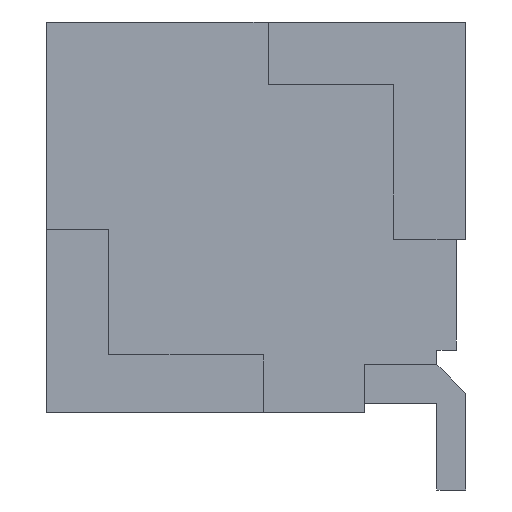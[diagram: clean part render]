
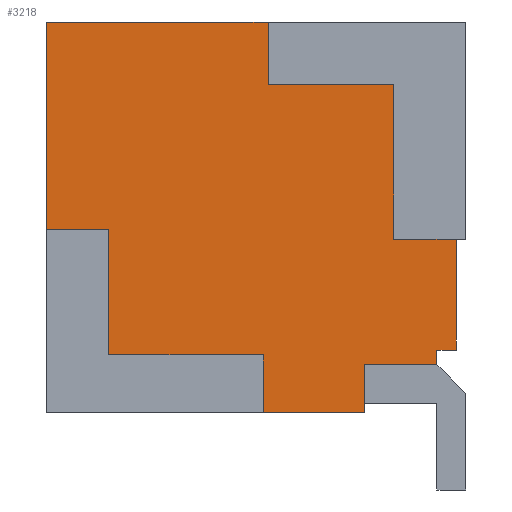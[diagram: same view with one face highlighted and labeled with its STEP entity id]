
A CAD part, left-side view. The second image highlights one B-rep face of the part: STEP entity #3218.
In plain terms, the highlighted planar face has unit normal (-1, 0, 0).
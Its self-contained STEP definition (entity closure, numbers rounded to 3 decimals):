
#32 = VERTEX_POINT ( 'NONE', #4784 ) ;
#35 = DIRECTION ( 'NONE',  ( 0., 0., -1. ) ) ;
#88 = CARTESIAN_POINT ( 'NONE',  ( -7.875, 3.6, -2.8 ) ) ;
#89 = CARTESIAN_POINT ( 'NONE',  ( -7.875, 2.125, -4.05 ) ) ;
#90 = DIRECTION ( 'NONE',  ( 0., 0., 1. ) ) ;
#91 = DIRECTION ( 'NONE',  ( 0., 1., 0. ) ) ;
#92 = CARTESIAN_POINT ( 'NONE',  ( -7.875, 0.95, -2.025 ) ) ;
#93 = DIRECTION ( 'NONE',  ( 0., 0., 1. ) ) ;
#94 = CARTESIAN_POINT ( 'NONE',  ( -7.875, 2.125, -3.55 ) ) ;
#95 = DIRECTION ( 'NONE',  ( 0., 1., 0. ) ) ;
#96 = CARTESIAN_POINT ( 'NONE',  ( -7.875, 0.2, -2.025 ) ) ;
#97 = DIRECTION ( 'NONE',  ( 0., 0., -1. ) ) ;
#98 = CARTESIAN_POINT ( 'NONE',  ( -7.875, 0.1, -3.4 ) ) ;
#99 = DIRECTION ( 'NONE',  ( 0., 1., 0. ) ) ;
#100 = CARTESIAN_POINT ( 'NONE',  ( -7.875, 4.25, -2.025 ) ) ;
#101 = DIRECTION ( 'NONE',  ( 0., 0., -1. ) ) ;
#103 = DIRECTION ( 'NONE',  ( 0., -1., 0. ) ) ;
#397 = VERTEX_POINT ( 'NONE', #1584 ) ;
#662 = EDGE_CURVE ( 'NONE', #32, #4803, #3137, .T. ) ;
#664 = EDGE_CURVE ( 'NONE', #4803, #3636, #3141, .T. ) ;
#666 = EDGE_CURVE ( 'NONE', #3636, #3235, #3145, .T. ) ;
#673 = EDGE_CURVE ( 'NONE', #3573, #32, #4553, .T. ) ;
#676 = EDGE_CURVE ( 'NONE', #3235, #3718, #4557, .T. ) ;
#696 = EDGE_CURVE ( 'NONE', #4775, #3388, #4600, .T. ) ;
#697 = EDGE_CURVE ( 'NONE', #4911, #4775, #4582, .T. ) ;
#698 = EDGE_CURVE ( 'NONE', #3379, #4911, #4602, .T. ) ;
#699 = EDGE_CURVE ( 'NONE', #3717, #3379, #4604, .T. ) ;
#700 = EDGE_CURVE ( 'NONE', #4773, #3717, #4606, .T. ) ;
#701 = EDGE_CURVE ( 'NONE', #3575, #4773, #4608, .T. ) ;
#702 = EDGE_CURVE ( 'NONE', #4752, #3575, #4610, .T. ) ;
#703 = EDGE_CURVE ( 'NONE', #4752, #3718, #4612, .T. ) ;
#704 = EDGE_CURVE ( 'NONE', #4231, #397, #4614, .T. ) ;
#1100 = ORIENTED_EDGE ( 'NONE', *, *, #704, .T. ) ;
#1101 = ORIENTED_EDGE ( 'NONE', *, *, #2026, .F. ) ;
#1380 = ORIENTED_EDGE ( 'NONE', *, *, #696, .F. ) ;
#1381 = ORIENTED_EDGE ( 'NONE', *, *, #697, .F. ) ;
#1382 = ORIENTED_EDGE ( 'NONE', *, *, #698, .F. ) ;
#1383 = ORIENTED_EDGE ( 'NONE', *, *, #699, .F. ) ;
#1384 = ORIENTED_EDGE ( 'NONE', *, *, #700, .F. ) ;
#1385 = ORIENTED_EDGE ( 'NONE', *, *, #701, .F. ) ;
#1386 = ORIENTED_EDGE ( 'NONE', *, *, #702, .F. ) ;
#1387 = ORIENTED_EDGE ( 'NONE', *, *, #703, .T. ) ;
#1388 = ORIENTED_EDGE ( 'NONE', *, *, #676, .F. ) ;
#1389 = ORIENTED_EDGE ( 'NONE', *, *, #666, .F. ) ;
#1390 = ORIENTED_EDGE ( 'NONE', *, *, #664, .F. ) ;
#1391 = ORIENTED_EDGE ( 'NONE', *, *, #662, .F. ) ;
#1392 = ORIENTED_EDGE ( 'NONE', *, *, #673, .F. ) ;
#1393 = ORIENTED_EDGE ( 'NONE', *, *, #2134, .T. ) ;
#1584 = CARTESIAN_POINT ( 'NONE',  ( -7.875, 4.25, -2.15 ) ) ;
#1607 = DIRECTION ( 'NONE',  ( 0., 0., -1. ) ) ;
#1621 = CARTESIAN_POINT ( 'NONE',  ( -7.875, 2.8, -3.45 ) ) ;
#1627 = CARTESIAN_POINT ( 'NONE',  ( -7.875, 2., -2.025 ) ) ;
#1799 = CARTESIAN_POINT ( 'NONE',  ( -7.875, 2.05, 0. ) ) ;
#1811 = DIRECTION ( 'NONE',  ( 0., 1., 0. ) ) ;
#2026 = EDGE_CURVE ( 'NONE', #3388, #397, #2207, .T. ) ;
#2134 = EDGE_CURVE ( 'NONE', #3573, #4231, #2433, .T. ) ;
#2207 = LINE ( 'NONE', #3456, #2224 ) ;
#2224 = VECTOR ( 'NONE', #3481, 1000. ) ;
#2433 = LINE ( 'NONE', #1799, #2440 ) ;
#2440 = VECTOR ( 'NONE', #1811, 1000. ) ;
#3137 = LINE ( 'NONE', #4993, #3140 ) ;
#3140 = VECTOR ( 'NONE', #4994, 1000. ) ;
#3141 = LINE ( 'NONE', #4997, #3144 ) ;
#3144 = VECTOR ( 'NONE', #4998, 1000. ) ;
#3145 = LINE ( 'NONE', #5001, #3148 ) ;
#3148 = VECTOR ( 'NONE', #5002, 1000. ) ;
#3218 = ADVANCED_FACE ( 'NONE', ( #4143 ), #3362, .F. ) ;
#3235 = VERTEX_POINT ( 'NONE', #4328 ) ;
#3362 = PLANE ( 'NONE',  #4186 ) ;
#3379 = VERTEX_POINT ( 'NONE', #4334 ) ;
#3388 = VERTEX_POINT ( 'NONE', #4336 ) ;
#3456 = CARTESIAN_POINT ( 'NONE',  ( -7.875, 3.925, -2.15 ) ) ;
#3481 = DIRECTION ( 'NONE',  ( 0., 1., 0. ) ) ;
#3573 = VERTEX_POINT ( 'NONE', #4338 ) ;
#3575 = VERTEX_POINT ( 'NONE', #4340 ) ;
#3636 = VERTEX_POINT ( 'NONE', #4344 ) ;
#3717 = VERTEX_POINT ( 'NONE', #4364 ) ;
#3718 = VERTEX_POINT ( 'NONE', #4365 ) ;
#4143 = FACE_OUTER_BOUND ( 'NONE', #4920, .T. ) ;
#4186 = AXIS2_PLACEMENT_3D ( 'NONE', #4236, #4237, #4238 ) ;
#4231 = VERTEX_POINT ( 'NONE', #4368 ) ;
#4236 = CARTESIAN_POINT ( 'NONE',  ( -7.875, 0., 0. ) ) ;
#4237 = DIRECTION ( 'NONE',  ( 1., 0., 0. ) ) ;
#4238 = DIRECTION ( 'NONE',  ( 0., 0., -1. ) ) ;
#4328 = CARTESIAN_POINT ( 'NONE',  ( -7.875, 0., -2.25 ) ) ;
#4334 = CARTESIAN_POINT ( 'NONE',  ( -7.875, 2., -4.05 ) ) ;
#4336 = CARTESIAN_POINT ( 'NONE',  ( -7.875, 3.6, -2.15 ) ) ;
#4338 = CARTESIAN_POINT ( 'NONE',  ( -7.875, 1.95, 0. ) ) ;
#4340 = CARTESIAN_POINT ( 'NONE',  ( -7.875, 0.2, -3.55 ) ) ;
#4344 = CARTESIAN_POINT ( 'NONE',  ( -7.875, 0.65, -2.25 ) ) ;
#4364 = CARTESIAN_POINT ( 'NONE',  ( -7.875, 0.95, -4.05 ) ) ;
#4365 = CARTESIAN_POINT ( 'NONE',  ( -7.875, 0., -3.4 ) ) ;
#4368 = CARTESIAN_POINT ( 'NONE',  ( -7.875, 4.25, 0. ) ) ;
#4395 = CARTESIAN_POINT ( 'NONE',  ( -7.875, 0.2, -3.4 ) ) ;
#4397 = CARTESIAN_POINT ( 'NONE',  ( -7.875, 3.6, -3.45 ) ) ;
#4402 = CARTESIAN_POINT ( 'NONE',  ( -7.875, 0.95, -3.55 ) ) ;
#4406 = CARTESIAN_POINT ( 'NONE',  ( -7.875, 0.65, -0.65 ) ) ;
#4408 = CARTESIAN_POINT ( 'NONE',  ( -7.875, 2., -3.45 ) ) ;
#4553 = LINE ( 'NONE', #5015, #4556 ) ;
#4556 = VECTOR ( 'NONE', #5016, 1000. ) ;
#4557 = LINE ( 'NONE', #5009, #4563 ) ;
#4563 = VECTOR ( 'NONE', #1607, 1000. ) ;
#4582 = LINE ( 'NONE', #1621, #4605 ) ;
#4600 = LINE ( 'NONE', #88, #4603 ) ;
#4602 = LINE ( 'NONE', #1627, #4607 ) ;
#4603 = VECTOR ( 'NONE', #90, 1000. ) ;
#4604 = LINE ( 'NONE', #89, #4609 ) ;
#4605 = VECTOR ( 'NONE', #91, 1000. ) ;
#4606 = LINE ( 'NONE', #92, #4611 ) ;
#4607 = VECTOR ( 'NONE', #93, 1000. ) ;
#4608 = LINE ( 'NONE', #94, #4613 ) ;
#4609 = VECTOR ( 'NONE', #95, 1000. ) ;
#4610 = LINE ( 'NONE', #96, #4615 ) ;
#4611 = VECTOR ( 'NONE', #97, 1000. ) ;
#4612 = LINE ( 'NONE', #98, #4617 ) ;
#4613 = VECTOR ( 'NONE', #99, 1000. ) ;
#4614 = LINE ( 'NONE', #100, #4619 ) ;
#4615 = VECTOR ( 'NONE', #101, 1000. ) ;
#4617 = VECTOR ( 'NONE', #103, 1000. ) ;
#4619 = VECTOR ( 'NONE', #35, 1000. ) ;
#4752 = VERTEX_POINT ( 'NONE', #4395 ) ;
#4773 = VERTEX_POINT ( 'NONE', #4402 ) ;
#4775 = VERTEX_POINT ( 'NONE', #4397 ) ;
#4784 = CARTESIAN_POINT ( 'NONE',  ( -7.875, 1.95, -0.65 ) ) ;
#4803 = VERTEX_POINT ( 'NONE', #4406 ) ;
#4911 = VERTEX_POINT ( 'NONE', #4408 ) ;
#4920 = EDGE_LOOP ( 'NONE', ( #1380, #1381, #1382, #1383, #1384, #1385, #1386, #1387, #1388, #1389, #1390, #1391, #1392, #1393, #1100, #1101 ) ) ;
#4993 = CARTESIAN_POINT ( 'NONE',  ( -7.875, 2.125, -0.65 ) ) ;
#4994 = DIRECTION ( 'NONE',  ( 0., -1., 0. ) ) ;
#4997 = CARTESIAN_POINT ( 'NONE',  ( -7.875, 0.65, -2.025 ) ) ;
#4998 = DIRECTION ( 'NONE',  ( 0., 0., -1. ) ) ;
#5001 = CARTESIAN_POINT ( 'NONE',  ( -7.875, 2.125, -2.25 ) ) ;
#5002 = DIRECTION ( 'NONE',  ( 0., -1., 0. ) ) ;
#5009 = CARTESIAN_POINT ( 'NONE',  ( -7.875, 0., -2.025 ) ) ;
#5015 = CARTESIAN_POINT ( 'NONE',  ( -7.875, 1.95, -2.025 ) ) ;
#5016 = DIRECTION ( 'NONE',  ( 0., 0., -1. ) ) ;
